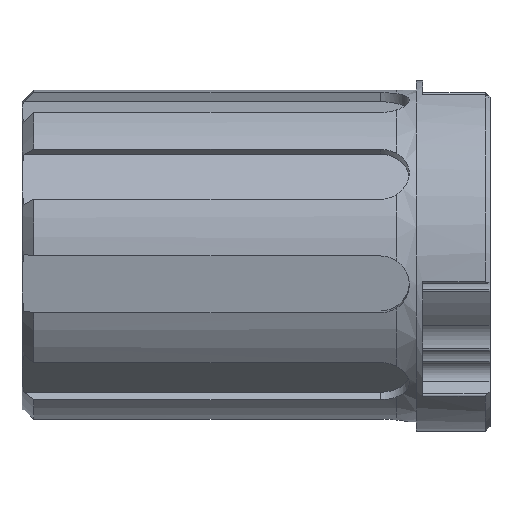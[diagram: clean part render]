
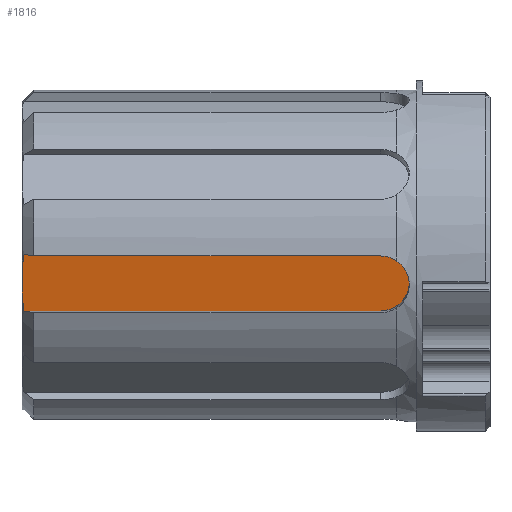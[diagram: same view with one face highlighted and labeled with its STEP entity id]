
A CAD part, left-side view. The second image highlights one B-rep face of the part: STEP entity #1816.
In plain terms, the highlighted planar face has unit normal (-0.985, 0, -0.174).
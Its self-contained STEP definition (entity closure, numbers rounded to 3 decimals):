
#86 = DIRECTION ( 'NONE',  ( 0.985, 0., 0.174 ) ) ;
#90 = EDGE_CURVE ( 'NONE', #3969, #1915, #3060, .T. ) ;
#122 = CARTESIAN_POINT ( 'NONE',  ( -15.498, 48.7, -4.174 ) ) ;
#189 = LINE ( 'NONE', #3733, #4509 ) ;
#319 = CARTESIAN_POINT ( 'NONE',  ( -15.223, 11.4, -5.731 ) ) ;
#465 = VERTEX_POINT ( 'NONE', #3865 ) ;
#850 = ORIENTED_EDGE ( 'NONE', *, *, #3968, .T. ) ;
#910 = AXIS2_PLACEMENT_3D ( 'NONE', #2493, #2117, #4994 ) ;
#1077 = CARTESIAN_POINT ( 'NONE',  ( -15.223, 48.484, -5.731 ) ) ;
#1141 = EDGE_CURVE ( 'NONE', #3708, #2496, #2704, .T. ) ;
#1301 = CARTESIAN_POINT ( 'NONE',  ( -16.265, 48.7, 0.178 ) ) ;
#1408 = FACE_OUTER_BOUND ( 'NONE', #1626, .T. ) ;
#1418 = DIRECTION ( 'NONE',  ( 0., 1., 0. ) ) ;
#1626 = EDGE_LOOP ( 'NONE', ( #3386, #3204, #4346, #850, #4372, #4913 ) ) ;
#1656 = CARTESIAN_POINT ( 'NONE',  ( -15.223, 48.484, -5.731 ) ) ;
#1816 = ADVANCED_FACE ( 'NONE', ( #1408 ), #2135, .F. ) ;
#1870 = EDGE_CURVE ( 'NONE', #5326, #465, #3980, .T. ) ;
#1915 = VERTEX_POINT ( 'NONE', #122 ) ;
#1933 = CARTESIAN_POINT ( 'NONE',  ( -15.314, 48.58, -5.215 ) ) ;
#2117 = DIRECTION ( 'NONE',  ( -0.985, 0., -0.174 ) ) ;
#2135 = PLANE ( 'NONE',  #2678 ) ;
#2242 = CARTESIAN_POINT ( 'NONE',  ( -15.223, 11.4, -5.731 ) ) ;
#2370 = CARTESIAN_POINT ( 'NONE',  ( -16.174, 48.58, -0.337 ) ) ;
#2493 = CARTESIAN_POINT ( 'NONE',  ( -15.744, 11.4, -2.776 ) ) ;
#2496 = VERTEX_POINT ( 'NONE', #4774 ) ;
#2533 = DIRECTION ( 'NONE',  ( 0.174, 0., -0.985 ) ) ;
#2678 = AXIS2_PLACEMENT_3D ( 'NONE', #4568, #86, #5014 ) ;
#2704 = B_SPLINE_CURVE_WITH_KNOTS ( 'NONE', 3,
 ( #4501, #4426, #2370, #5253 ),
 .UNSPECIFIED., .F., .F.,
 ( 4, 4 ),
 ( 0., 0.002 ),
 .UNSPECIFIED. ) ;
#2910 = VECTOR ( 'NONE', #2533, 1000. ) ;
#3035 = CARTESIAN_POINT ( 'NONE',  ( -15.991, 48.7, -1.378 ) ) ;
#3060 = B_SPLINE_CURVE_WITH_KNOTS ( 'NONE', 3,
 ( #1077, #1933, #5175, #3576 ),
 .UNSPECIFIED., .F., .F.,
 ( 4, 4 ),
 ( 0., 0.002 ),
 .UNSPECIFIED. ) ;
#3204 = ORIENTED_EDGE ( 'NONE', *, *, #3614, .F. ) ;
#3386 = ORIENTED_EDGE ( 'NONE', *, *, #90, .F. ) ;
#3411 = EDGE_CURVE ( 'NONE', #3708, #1915, #3928, .T. ) ;
#3576 = CARTESIAN_POINT ( 'NONE',  ( -15.498, 48.7, -4.174 ) ) ;
#3606 = VECTOR ( 'NONE', #1418, 1000. ) ;
#3614 = EDGE_CURVE ( 'NONE', #5326, #3969, #5231, .T. ) ;
#3708 = VERTEX_POINT ( 'NONE', #3035 ) ;
#3733 = CARTESIAN_POINT ( 'NONE',  ( -16.265, 11.4, 0.178 ) ) ;
#3865 = CARTESIAN_POINT ( 'NONE',  ( -16.265, 11.4, 0.178 ) ) ;
#3928 = LINE ( 'NONE', #1301, #2910 ) ;
#3968 = EDGE_CURVE ( 'NONE', #465, #2496, #189, .T. ) ;
#3969 = VERTEX_POINT ( 'NONE', #1656 ) ;
#3980 = CIRCLE ( 'NONE', #910, 3. ) ;
#4101 = DIRECTION ( 'NONE',  ( 0., 1., 0. ) ) ;
#4346 = ORIENTED_EDGE ( 'NONE', *, *, #1870, .T. ) ;
#4372 = ORIENTED_EDGE ( 'NONE', *, *, #1141, .F. ) ;
#4426 = CARTESIAN_POINT ( 'NONE',  ( -16.083, 48.653, -0.856 ) ) ;
#4501 = CARTESIAN_POINT ( 'NONE',  ( -15.991, 48.7, -1.378 ) ) ;
#4509 = VECTOR ( 'NONE', #4101, 1000. ) ;
#4568 = CARTESIAN_POINT ( 'NONE',  ( -16.265, 11.4, 0.178 ) ) ;
#4774 = CARTESIAN_POINT ( 'NONE',  ( -16.265, 48.484, 0.178 ) ) ;
#4913 = ORIENTED_EDGE ( 'NONE', *, *, #3411, .T. ) ;
#4994 = DIRECTION ( 'NONE',  ( 0.174, 0., -0.985 ) ) ;
#5014 = DIRECTION ( 'NONE',  ( 0.174, 0., -0.985 ) ) ;
#5175 = CARTESIAN_POINT ( 'NONE',  ( -15.406, 48.653, -4.696 ) ) ;
#5231 = LINE ( 'NONE', #2242, #3606 ) ;
#5253 = CARTESIAN_POINT ( 'NONE',  ( -16.265, 48.484, 0.178 ) ) ;
#5326 = VERTEX_POINT ( 'NONE', #319 ) ;
